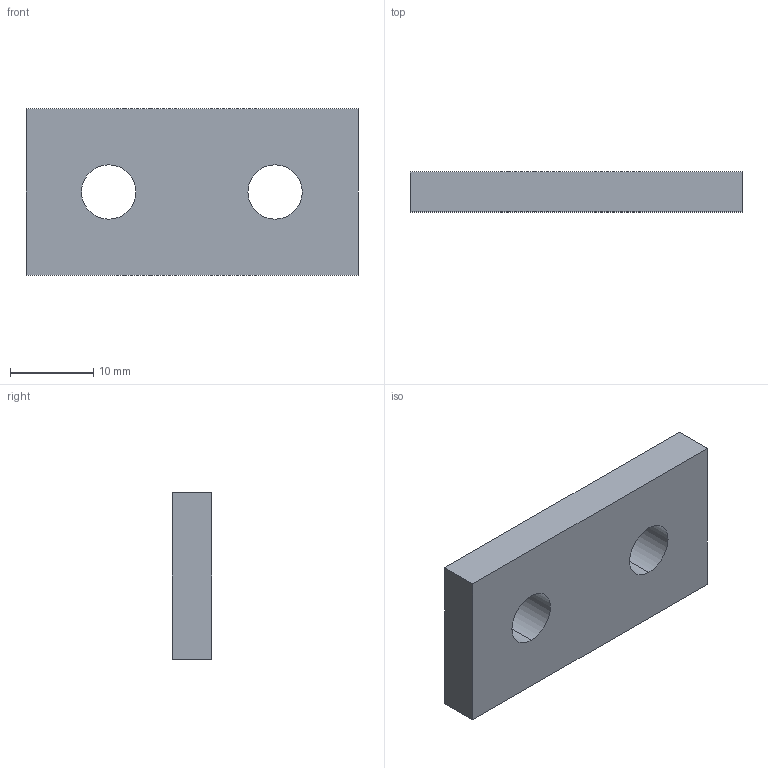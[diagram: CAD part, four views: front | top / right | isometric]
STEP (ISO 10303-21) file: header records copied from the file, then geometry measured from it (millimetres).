
FILE_DESCRIPTION (( 'STEP AP214' ), '1' );
FILE_NAME ('D1100844-v1_aLIGO_SUS_HSTS_UPPER BLADE CLAMP, LOWER SIDE, SHIM 4.77mm.STEP', '2011-05-10T16:29:50', ( '' ), ( '' ), 'SwSTEP 2.0', 'SolidWorks 2010', '' );
FILE_SCHEMA (( 'AUTOMOTIVE_DESIGN' ));
Length unit declared in the file: inch
Products named in the file (1): D1100844-v1_aLIGO_SUS_HSTS_UPPER BLADE CLAMP, LOWER SIDE, SHIM 4.77mm
Bounding box: 39.88 x 4.77 x 19.99 mm (x, y, z)
Volume: 3483.1 mm3; surface area: 2227.2 mm2
Topology: 1 solids, 1 shells, 10 faces, 24 edges, 16 vertices
Faces by surface type: plane 6, cylinder 4
Entity records: 344 total; most frequent: DIRECTION 54, CARTESIAN_POINT 51, ORIENTED_EDGE 48, EDGE_CURVE 24, AXIS2_PLACEMENT_3D 19, VERTEX_POINT 16, VECTOR 16, LINE 16
